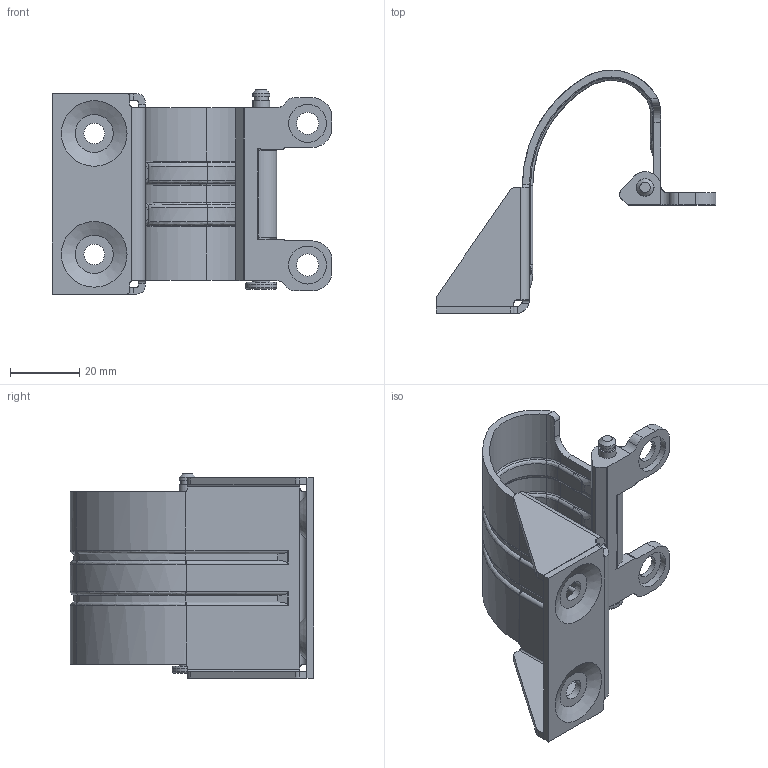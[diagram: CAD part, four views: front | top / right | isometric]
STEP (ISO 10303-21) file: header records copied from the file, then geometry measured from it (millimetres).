
FILE_DESCRIPTION(/* description */ (''),/* implementation_level */ '2;1');
FILE_NAME(/* name */ 'LJ-041.stp',/* time_stamp */ '2024-03-15T09:51:36+08:00',/* author */ (''),/* organization */ (''),/* preprocessor_version */ 'ST-DEVELOPER v15',/* originating_system */ 'SIEMENS PLM Software NX 8.5',/* authorisation */ '');
FILE_SCHEMA (('CONFIG_CONTROL_DESIGN'));
Length unit declared in the file: millimetre
Products named in the file (1): 010_dwg
Bounding box: 81 x 70.5 x 59.11 mm (x, y, z)
Volume: 21607.1 mm3; surface area: 22816.9 mm2
Topology: 3 solids, 3 shells, 315 faces, 801 edges, 493 vertices
Faces by surface type: cylinder 125, bspline 84, plane 79, torus 16, sphere 6, cone 5
Full cylindrical faces by diameter (mm): 4.1 x1, 5 x2, 5.2 x2, 6 x2, 6.4 x2, 9 x1, 11 x2
Entity records: 11479 total; most frequent: CARTESIAN_POINT 4447, ORIENTED_EDGE 1528, DIRECTION 1333, EDGE_CURVE 764, AXIS2_PLACEMENT_3D 525, VERTEX_POINT 483, EDGE_LOOP 355, ADVANCED_FACE 315
